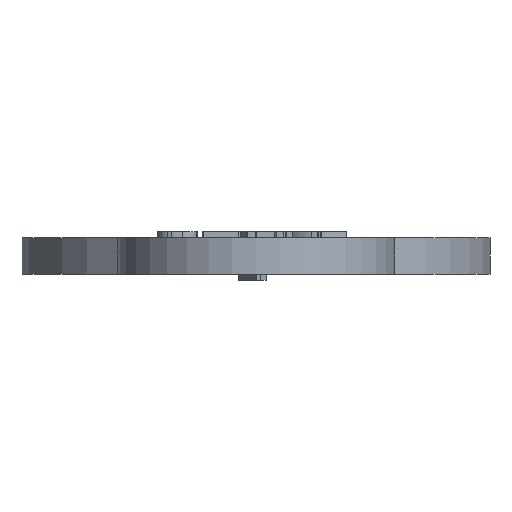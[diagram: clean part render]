
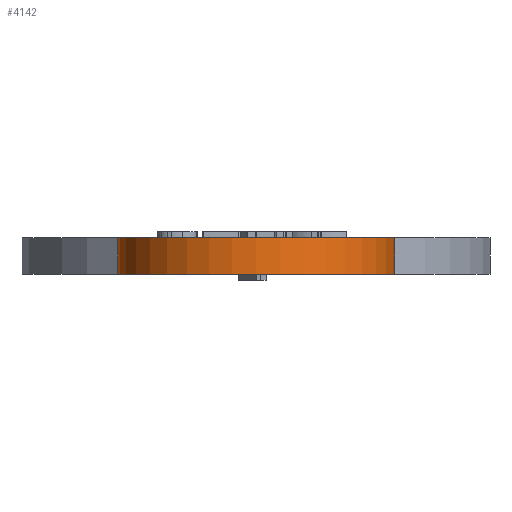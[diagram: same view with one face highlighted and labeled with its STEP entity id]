
A CAD part, front view. The second image highlights one B-rep face of the part: STEP entity #4142.
In plain terms, the highlighted cylindrical face has radius 11.5 mm (diameter 23 mm), a partial arc.
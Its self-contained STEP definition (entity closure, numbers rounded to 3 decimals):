
#20=CYLINDRICAL_SURFACE('',#4294,11.5);
#332=CIRCLE('',#4178,11.5);
#343=CIRCLE('',#4295,11.5);
#580=FACE_OUTER_BOUND('',#806,.T.);
#806=EDGE_LOOP('',(#3626,#3627,#3628,#3629));
#1205=LINE('',#7620,#1591);
#1208=LINE('',#7629,#1594);
#1591=VECTOR('',#4945,10.);
#1594=VECTOR('',#4956,10.);
#1627=VERTEX_POINT('',#5059);
#1628=VERTEX_POINT('',#5061);
#1997=VERTEX_POINT('',#7619);
#1999=VERTEX_POINT('',#7627);
#2045=EDGE_CURVE('',#1628,#1627,#332,.T.);
#2598=EDGE_CURVE('',#1997,#1628,#1205,.T.);
#2602=EDGE_CURVE('',#1999,#1997,#343,.T.);
#2603=EDGE_CURVE('',#1627,#1999,#1208,.T.);
#3626=ORIENTED_EDGE('',*,*,#2602,.T.);
#3627=ORIENTED_EDGE('',*,*,#2598,.T.);
#3628=ORIENTED_EDGE('',*,*,#2045,.T.);
#3629=ORIENTED_EDGE('',*,*,#2603,.T.);
#4142=ADVANCED_FACE('',(#580),#20,.T.);
#4178=AXIS2_PLACEMENT_3D('',#5062,#4380,#4381);
#4294=AXIS2_PLACEMENT_3D('',#7626,#4952,#4953);
#4295=AXIS2_PLACEMENT_3D('',#7628,#4954,#4955);
#4380=DIRECTION('center_axis',(0.,0.,1.));
#4381=DIRECTION('ref_axis',(-0.707,-0.707,0.));
#4945=DIRECTION('',(0.,0.,-1.));
#4952=DIRECTION('center_axis',(0.,0.,1.));
#4953=DIRECTION('ref_axis',(0.707,-0.707,0.));
#4954=DIRECTION('center_axis',(0.,0.,-1.));
#4955=DIRECTION('ref_axis',(-0.707,-0.707,0.));
#4956=DIRECTION('',(0.,0.,1.));
#5059=CARTESIAN_POINT('',(11.518,-37.215,0.));
#5061=CARTESIAN_POINT('',(-11.482,-37.215,0.));
#5062=CARTESIAN_POINT('Origin',(0.018,-37.215,0.));
#7619=CARTESIAN_POINT('',(-11.482,-37.215,3.));
#7620=CARTESIAN_POINT('',(-11.482,-37.215,0.));
#7626=CARTESIAN_POINT('Origin',(0.018,-37.215,0.));
#7627=CARTESIAN_POINT('',(11.518,-37.215,3.));
#7628=CARTESIAN_POINT('Origin',(0.018,-37.215,3.));
#7629=CARTESIAN_POINT('',(11.518,-37.215,0.));
